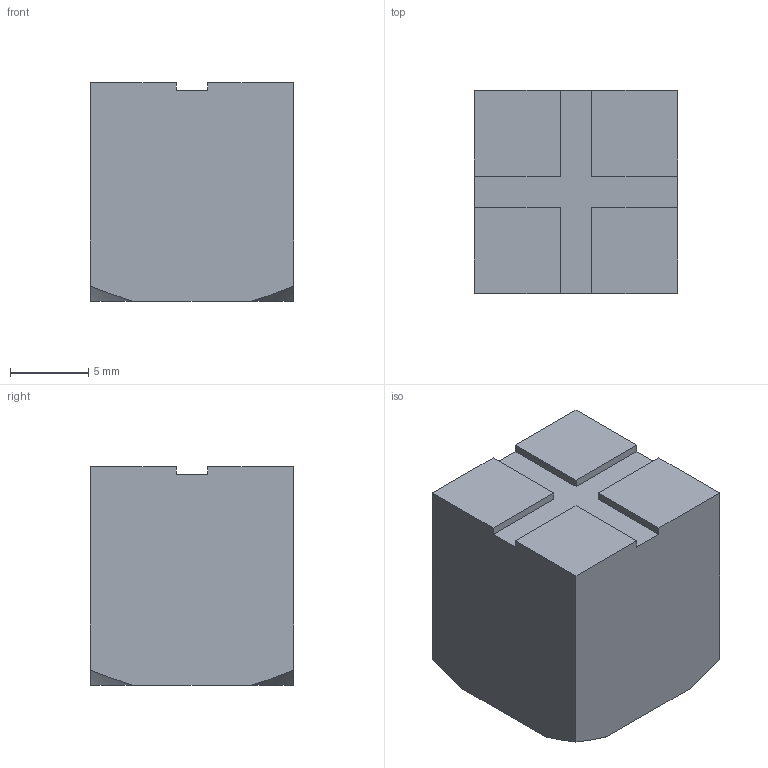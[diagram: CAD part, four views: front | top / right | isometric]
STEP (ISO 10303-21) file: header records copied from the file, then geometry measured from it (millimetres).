
FILE_DESCRIPTION (( 'STEP AP203' ), '1' );
FILE_NAME ('97874-A.STEP', '2013-12-17T22:19:36', ( 'Hajo' ), ( 'Microsoft' ), 'SwSTEP 2.0', 'SolidWorks 2011', '' );
FILE_SCHEMA (( 'CONFIG_CONTROL_DESIGN' ));
Length unit declared in the file: millimetre
Products named in the file (1): 97874-A
Bounding box: 13 x 13 x 14 mm (x, y, z)
Volume: 1968.3 mm3; surface area: 1284.8 mm2
Topology: 1 solids, 1 shells, 26 faces, 70 edges, 45 vertices
Faces by surface type: plane 18, cone 6, cylinder 2
Entity records: 885 total; most frequent: CARTESIAN_POINT 172, ORIENTED_EDGE 136, DIRECTION 122, EDGE_CURVE 68, VECTOR 52, LINE 52, VERTEX_POINT 45, AXIS2_PLACEMENT_3D 35
